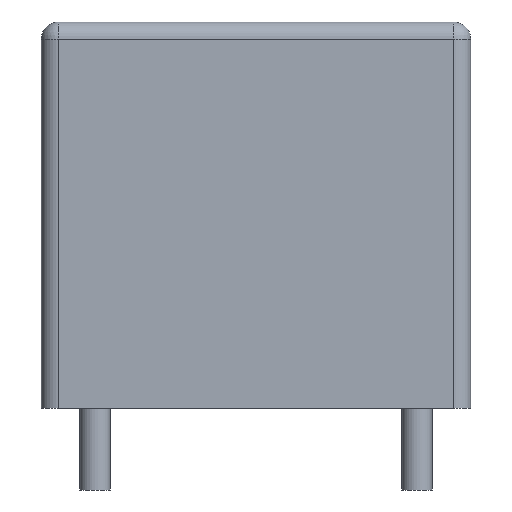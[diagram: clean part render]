
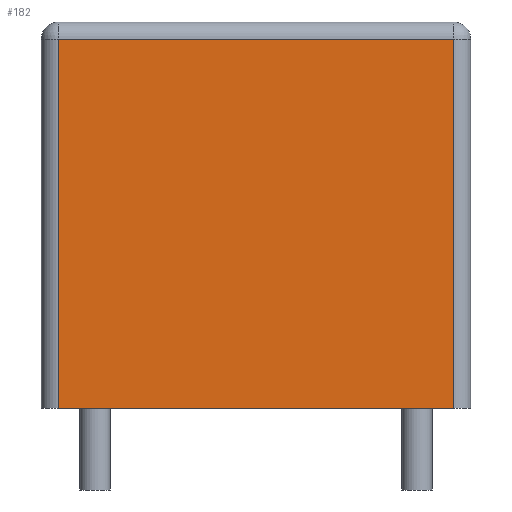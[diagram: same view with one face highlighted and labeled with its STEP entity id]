
A CAD part, front view. The second image highlights one B-rep face of the part: STEP entity #182.
In plain terms, the highlighted planar face has unit normal (0, -1, 0).
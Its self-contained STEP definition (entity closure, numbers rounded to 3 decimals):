
#12=DIRECTION('',(0.,0.,1.));
#26=VECTOR('',#12,1.);
#32=CARTESIAN_POINT('',(-1.25,-2.,0.));
#34=DIRECTION('',(0.,1.,0.));
#45=DIRECTION('',(1.,0.,0.));
#51=VERTEX_POINT('',#52);
#52=CARTESIAN_POINT('',(-0.85,-2.,0.));
#58=ORIENTED_EDGE('',*,*,#59,.T.);
#59=EDGE_CURVE('',#51,#60,#62,.T.);
#60=VERTEX_POINT('',#61);
#61=CARTESIAN_POINT('',(-0.85,-2.,8.6));
#62=LINE('',#52,#26);
#101=EDGE_CURVE('',#51,#102,#104,.T.);
#102=VERTEX_POINT('',#103);
#103=CARTESIAN_POINT('',(8.35,-2.,0.));
#104=LINE('',#32,#105);
#105=VECTOR('',#45,1.);
#182=ADVANCED_FACE('',(#183),#196,.F.);
#183=FACE_BOUND('',#184,.F.);
#184=EDGE_LOOP('',(#58,#185,#192,#195));
#185=ORIENTED_EDGE('',*,*,#186,.F.);
#186=EDGE_CURVE('',#187,#60,#189,.T.);
#187=VERTEX_POINT('',#188);
#188=CARTESIAN_POINT('',(8.35,-2.,8.6));
#189=LINE('',#188,#190);
#190=VECTOR('',#191,1.);
#191=DIRECTION('',(-1.,-0.,-0.));
#192=ORIENTED_EDGE('',*,*,#193,.F.);
#193=EDGE_CURVE('',#102,#187,#194,.T.);
#194=LINE('',#103,#26);
#195=ORIENTED_EDGE('',*,*,#101,.F.);
#196=PLANE('',#197);
#197=AXIS2_PLACEMENT_3D('',#32,#34,#12);
